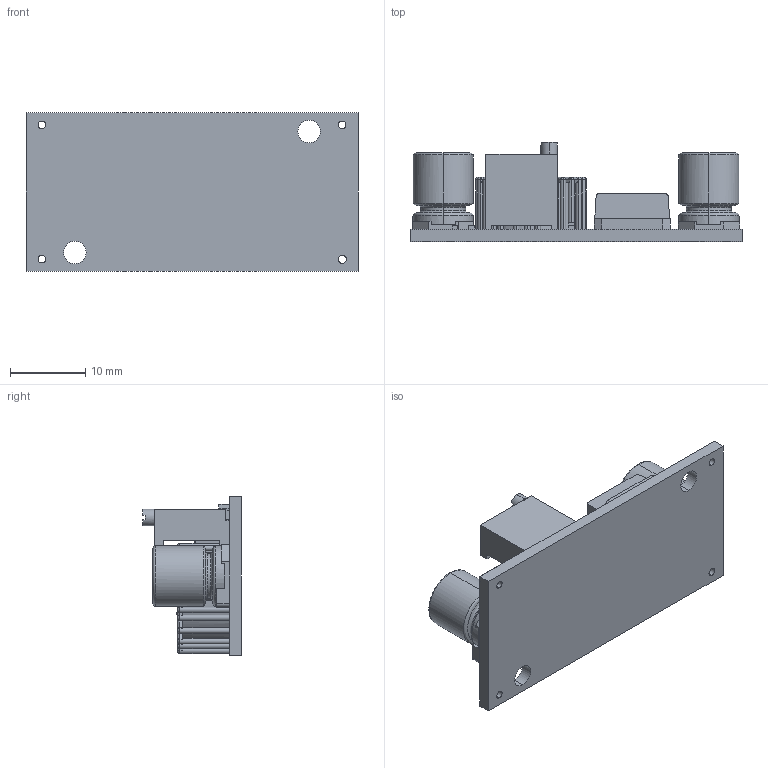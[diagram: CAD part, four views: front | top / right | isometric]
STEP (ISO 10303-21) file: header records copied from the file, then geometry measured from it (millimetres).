
FILE_DESCRIPTION (( 'STEP AP214' ), '1' );
FILE_NAME ('Regulador de tensão_bobina.STEP', '2019-01-23T18:49:30', ( '' ), ( '' ), 'SwSTEP 2.0', 'SolidWorks 2017', '' );
FILE_SCHEMA (( 'AUTOMOTIVE_DESIGN' ));
Length unit declared in the file: millimetre
Products named in the file (1): Regulador de tensão_bobina
Bounding box: 44.2 x 13.15 x 21.1 mm (x, y, z)
Volume: 4115.9 mm3; surface area: 4684.8 mm2
Topology: 27 solids, 27 shells, 850 faces, 2166 edges, 1341 vertices
Faces by surface type: plane 515, cylinder 234, torus 57, bspline 22, sphere 22
Entity records: 36907 total; most frequent: CARTESIAN_POINT 6978, DIRECTION 4483, ORIENTED_EDGE 4226, EDGE_CURVE 2113, AXIS2_PLACEMENT_3D 1614, VERTEX_POINT 1317, LINE 1255, VECTOR 1255
